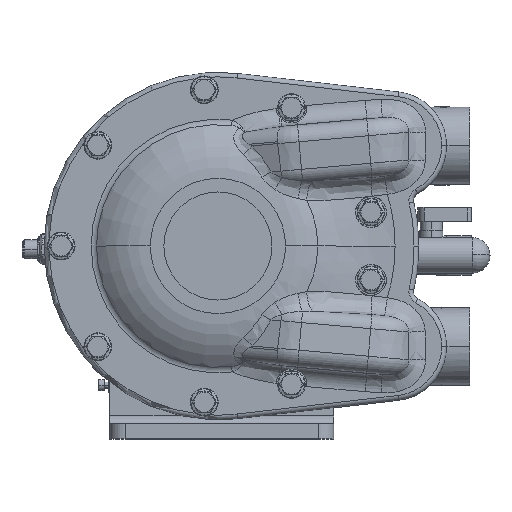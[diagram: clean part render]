
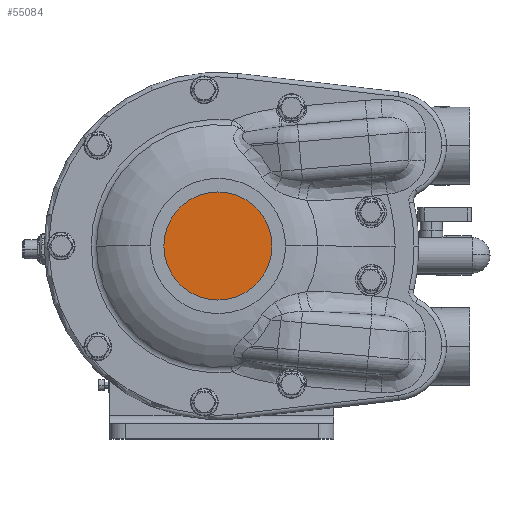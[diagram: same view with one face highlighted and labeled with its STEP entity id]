
A CAD part, top view. The second image highlights one B-rep face of the part: STEP entity #55084.
In plain terms, the highlighted planar face has unit normal (0, 0, 1).
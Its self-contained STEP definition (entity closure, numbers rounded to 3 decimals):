
#957 = DIRECTION ( 'NONE',  ( 0., 0., 1. ) ) ;
#3919 = EDGE_CURVE ( 'NONE', #23808, #34597, #48701, .T. ) ;
#8671 = DIRECTION ( 'NONE',  ( 0., 0., 1. ) ) ;
#10949 = CARTESIAN_POINT ( 'NONE',  ( 0., 0., 81.7 ) ) ;
#11969 = CIRCLE ( 'NONE', #12978, 35. ) ;
#12978 = AXIS2_PLACEMENT_3D ( 'NONE', #10949, #957, #55013 ) ;
#15102 = CARTESIAN_POINT ( 'NONE',  ( -35., 0., 81.7 ) ) ;
#16407 = CARTESIAN_POINT ( 'NONE',  ( 35., 0., 81.7 ) ) ;
#20053 = CARTESIAN_POINT ( 'NONE',  ( 0., 0., 81.7 ) ) ;
#21008 = AXIS2_PLACEMENT_3D ( 'NONE', #38877, #8671, #34083 ) ;
#23808 = VERTEX_POINT ( 'NONE', #16407 ) ;
#26148 = PLANE ( 'NONE',  #59700 ) ;
#34083 = DIRECTION ( 'NONE',  ( 1., 0., 0. ) ) ;
#34597 = VERTEX_POINT ( 'NONE', #15102 ) ;
#38877 = CARTESIAN_POINT ( 'NONE',  ( 0., 0., 81.7 ) ) ;
#39656 = DIRECTION ( 'NONE',  ( 0., 0., 1. ) ) ;
#40949 = EDGE_LOOP ( 'NONE', ( #52010, #50284 ) ) ;
#45464 = DIRECTION ( 'NONE',  ( 1., 0., 0. ) ) ;
#48701 = CIRCLE ( 'NONE', #21008, 35. ) ;
#50284 = ORIENTED_EDGE ( 'NONE', *, *, #3919, .T. ) ;
#50686 = EDGE_CURVE ( 'NONE', #34597, #23808, #11969, .T. ) ;
#52010 = ORIENTED_EDGE ( 'NONE', *, *, #50686, .T. ) ;
#54483 = FACE_OUTER_BOUND ( 'NONE', #40949, .T. ) ;
#55013 = DIRECTION ( 'NONE',  ( 1., 0., 0. ) ) ;
#55084 = ADVANCED_FACE ( 'NONE', ( #54483 ), #26148, .T. ) ;
#59700 = AXIS2_PLACEMENT_3D ( 'NONE', #20053, #39656, #45464 ) ;
